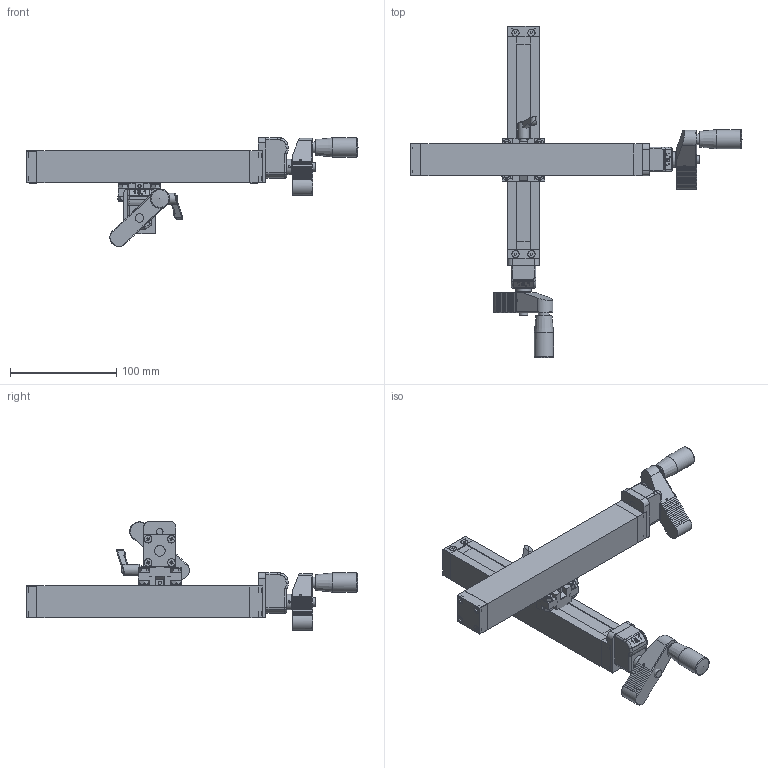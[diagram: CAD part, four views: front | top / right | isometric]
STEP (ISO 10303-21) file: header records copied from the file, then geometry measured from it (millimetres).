
FILE_DESCRIPTION(/* description */ ('Unknown'),/* implementation_level */ '2;1');
FILE_NAME(/* name */ 'Kreuzschlitten-30-40lg',/* time_stamp */ '2020-04-03T07:57:52+02:00',/* author */ ('Unknown'),/* organization */ ('Unknown'),/* preprocessor_version */ 'ST-DEVELOPER v16.7',/* originating_system */ 'Solid Edge',/* authorisation */ 'Unknown');
FILE_SCHEMA (('AUTOMOTIVE_DESIGN {1 0 10303 214 3 1 1}'));
Length unit declared in the file: millimetre
Products named in the file (8): 2.1-Grundeinheit30-Kreuzschlitten-dy; Profil-30-Grundeinheit-dy; A-0000166-Flanschlager30-Abdeckb-Klem-dy; A-0000168-Deckel30-Abdeckb-Klem-dy; A-0000180-Kreuzschlitten30-40x40-dy; Spindel-M10-Grundeinheit-dy; A-0000179-Digianzeige30-OP2-Kurbel-dy; 2-Grundeinheit30-dy
Assembly tree (12 placements, depth 3):
  2.1-Grundeinheit30-Kreuzschlitten-dy
    Profil-30-Grundeinheit-dy
    A-0000166-Flanschlager30-Abdeckb-Klem-dy
    A-0000168-Deckel30-Abdeckb-Klem-dy
    A-0000180-Kreuzschlitten30-40x40-dy
    Spindel-M10-Grundeinheit-dy
    A-0000179-Digianzeige30-OP2-Kurbel-dy
    2-Grundeinheit30-dy
      Profil-30-Grundeinheit-dy
      A-0000166-Flanschlager30-Abdeckb-Klem-dy
      A-0000168-Deckel30-Abdeckb-Klem-dy
      Spindel-M10-Grundeinheit-dy
      A-0000179-Digianzeige30-OP2-Kurbel-dy
Bounding box: 311.8 x 311.8 x 102.22 mm (x, y, z)
Volume: 398667.7 mm3; surface area: 180494 mm2
Topology: 11 solids, 17 shells, 1900 faces, 4878 edges, 3134 vertices
Faces by surface type: plane 1146, cylinder 428, cone 244, torus 64, bspline 16, sphere 2
Full cylindrical faces by diameter (mm): 2 x12, 3 x8, 3.1 x8, 3.242 x34, 4 x34, 4.1 x4, 4.3 x12, 4.5 x2, 5 x4, 6 x2, 6.1 x2, 6.3 x2, 6.5 x2, 6.72 x8, 6.843 x2, 7 x16, 7.3 x16, 7.6 x4, 7.99 x4, 8 x18, 10 x6, 10.325 x2, 10.5 x2, 11 x4, 11.8 x4, 12 x2, 13.68 x2, 14 x4, 14.5 x2, 17.6 x4
Entity records: 44798 total; most frequent: CARTESIAN_POINT 8537, ORIENTED_EDGE 5760, DIRECTION 5464, EDGE_CURVE 2880, VERTEX_POINT 1953, AXIS2_PLACEMENT_3D 1944, FACE_BOUND 1587, LINE 1576
